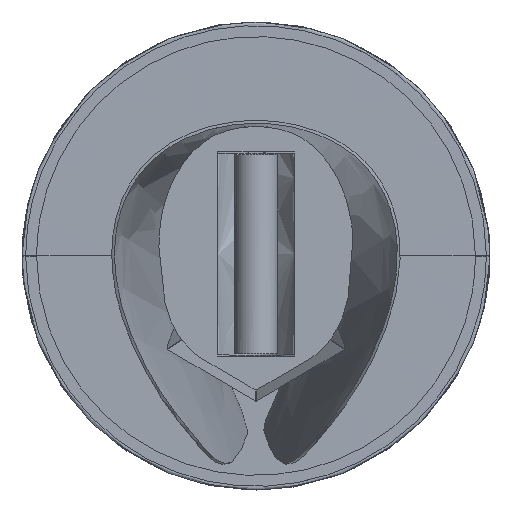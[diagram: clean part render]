
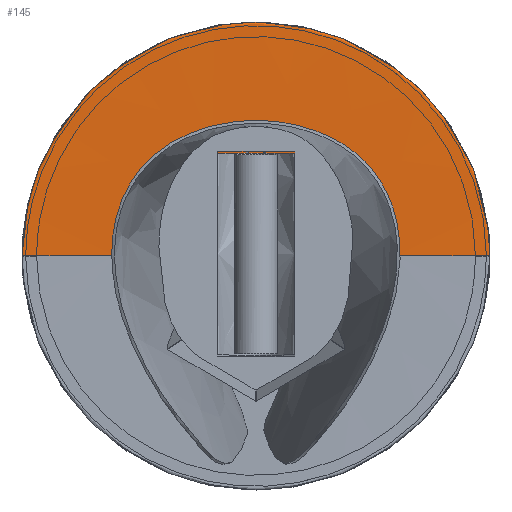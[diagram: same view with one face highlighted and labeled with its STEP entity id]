
A CAD part, top view. The second image highlights one B-rep face of the part: STEP entity #145.
In plain terms, the highlighted free-form (B-spline) face has degree [2, 2] with [5, 11] control points.
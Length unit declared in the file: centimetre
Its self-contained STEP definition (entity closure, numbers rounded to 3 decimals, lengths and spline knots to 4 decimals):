
#145=ADVANCED_FACE('',(#223),#1088,.T.);
#223=FACE_OUTER_BOUND('',#314,.T.);
#314=EDGE_LOOP('',(#535,#536,#537));
#535=ORIENTED_EDGE('',*,*,#845,.T.);
#536=ORIENTED_EDGE('',*,*,#814,.F.);
#537=ORIENTED_EDGE('',*,*,#815,.T.);
#814=EDGE_CURVE('',#992,#991,#1158,.T.);
#815=EDGE_CURVE('',#992,#1011,#1159,.T.);
#845=EDGE_CURVE('',#1011,#991,#1177,.T.);
#991=VERTEX_POINT('',#22196);
#992=VERTEX_POINT('',#22197);
#1011=VERTEX_POINT('',#22216);
#1088=(
BOUNDED_SURFACE()
B_SPLINE_SURFACE(2,2,((#21911,#21912,#21913,#21914,#21915,#21916,#21917,
#21918,#21919,#21920,#21921),(#21922,#21923,#21924,#21925,#21926,#21927,
#21928,#21929,#21930,#21931,#21932),(#21933,#21934,#21935,#21936,#21937,
#21938,#21939,#21940,#21941,#21942,#21943),(#21944,#21945,#21946,#21947,
#21948,#21949,#21950,#21951,#21952,#21953,#21954),(#21955,#21956,#21957,
#21958,#21959,#21960,#21961,#21962,#21963,#21964,#21965)),.UNSPECIFIED.,
.F.,.F.,.F.)
B_SPLINE_SURFACE_WITH_KNOTS((3,2,3),(3,2,2,2,2,3),(0.,1.5708,3.1416),
(151.45,152.65,154.692,159.092,161.1341,
177.0041),.UNSPECIFIED.)
GEOMETRIC_REPRESENTATION_ITEM()
RATIONAL_B_SPLINE_SURFACE(((1.,1.,1.,0.707,1.,1.,1.,0.707,
1.,1.,1.),(0.707,0.707,0.707,0.5,
0.707,0.707,0.707,0.5,
0.707,0.707,0.707),(1.,1.,1.,0.707,
1.,1.,1.,0.707,1.,1.,1.),(0.707,0.707,
0.707,0.5,0.707,0.707,
0.707,0.5,0.707,0.707,
0.707),(1.,1.,1.,0.707,1.,1.,1.,0.707,
1.,1.,1.)))
REPRESENTATION_ITEM('')
SURFACE()
);
#1158=(
BOUNDED_CURVE()
B_SPLINE_CURVE(2,(#21662,#21663,#21664,#21665,#21666,#21667,#21668,#21669,
#21670,#21671,#21672),.UNSPECIFIED.,.F.,.F.)
B_SPLINE_CURVE_WITH_KNOTS((3,2,2,2,2,3),(151.45,152.65,
154.692,159.092,161.1341,177.0041),.UNSPECIFIED.)
CURVE()
GEOMETRIC_REPRESENTATION_ITEM()
RATIONAL_B_SPLINE_CURVE((1.,1.,1.,0.707,1.,1.,1.,0.707,
1.,1.,1.))
REPRESENTATION_ITEM('')
);
#1159=(
BOUNDED_CURVE()
B_SPLINE_CURVE(2,(#21673,#21674,#21675,#21676,#21677),.UNSPECIFIED.,.F.,
.F.)
B_SPLINE_CURVE_WITH_KNOTS((3,2,3),(0.,1.5708,3.1416),
.UNSPECIFIED.)
CURVE()
GEOMETRIC_REPRESENTATION_ITEM()
RATIONAL_B_SPLINE_CURVE((1.,0.707,1.,0.707,1.))
REPRESENTATION_ITEM('')
);
#1177=(
BOUNDED_CURVE()
B_SPLINE_CURVE(2,(#21790,#21791,#21792,#21793,#21794,#21795,#21796,#21797,
#21798,#21799,#21800),.UNSPECIFIED.,.F.,.F.)
B_SPLINE_CURVE_WITH_KNOTS((3,2,2,2,2,3),(151.45,152.65,
154.692,159.092,161.1341,177.0041),.UNSPECIFIED.)
CURVE()
GEOMETRIC_REPRESENTATION_ITEM()
RATIONAL_B_SPLINE_CURVE((1.,1.,1.,0.707,1.,1.,1.,0.707,
1.,1.,1.))
REPRESENTATION_ITEM('')
);
#21662=CARTESIAN_POINT('',(15.75,0.,1.3277));
#21663=CARTESIAN_POINT('',(15.81,0.,1.3277));
#21664=CARTESIAN_POINT('',(15.87,0.,1.3277));
#21665=CARTESIAN_POINT('',(16.,0.,1.3277));
#21666=CARTESIAN_POINT('',(16.,0.,1.4577));
#21667=CARTESIAN_POINT('',(16.,0.,1.6777));
#21668=CARTESIAN_POINT('',(16.,0.,1.8977));
#21669=CARTESIAN_POINT('',(16.,0.,2.0277));
#21670=CARTESIAN_POINT('',(15.87,0.,2.0277));
#21671=CARTESIAN_POINT('',(7.935,0.,2.0277));
#21672=CARTESIAN_POINT('',(0.,0.,2.0277));
#21673=CARTESIAN_POINT('',(15.75,0.,1.3277));
#21674=CARTESIAN_POINT('',(15.75,15.75,1.3277));
#21675=CARTESIAN_POINT('',(0.,15.75,1.3277));
#21676=CARTESIAN_POINT('',(-15.75,15.75,1.3277));
#21677=CARTESIAN_POINT('',(-15.75,0.,1.3277));
#21790=CARTESIAN_POINT('',(-15.75,0.,1.3277));
#21791=CARTESIAN_POINT('',(-15.81,0.,1.3277));
#21792=CARTESIAN_POINT('',(-15.87,0.,1.3277));
#21793=CARTESIAN_POINT('',(-16.,0.,1.3277));
#21794=CARTESIAN_POINT('',(-16.,0.,1.4577));
#21795=CARTESIAN_POINT('',(-16.,0.,1.6777));
#21796=CARTESIAN_POINT('',(-16.,0.,1.8977));
#21797=CARTESIAN_POINT('',(-16.,0.,2.0277));
#21798=CARTESIAN_POINT('',(-15.87,0.,2.0277));
#21799=CARTESIAN_POINT('',(-7.935,0.,2.0277));
#21800=CARTESIAN_POINT('',(0.,0.,2.0277));
#21911=CARTESIAN_POINT('',(15.75,0.,1.3277));
#21912=CARTESIAN_POINT('',(15.81,0.,1.3277));
#21913=CARTESIAN_POINT('',(15.87,0.,1.3277));
#21914=CARTESIAN_POINT('',(16.,0.,1.3277));
#21915=CARTESIAN_POINT('',(16.,0.,1.4577));
#21916=CARTESIAN_POINT('',(16.,0.,1.6777));
#21917=CARTESIAN_POINT('',(16.,0.,1.8977));
#21918=CARTESIAN_POINT('',(16.,0.,2.0277));
#21919=CARTESIAN_POINT('',(15.87,0.,2.0277));
#21920=CARTESIAN_POINT('',(7.935,0.,2.0277));
#21921=CARTESIAN_POINT('',(0.,0.,2.0277));
#21922=CARTESIAN_POINT('',(15.75,15.75,1.3277));
#21923=CARTESIAN_POINT('',(15.81,15.81,1.3277));
#21924=CARTESIAN_POINT('',(15.87,15.87,1.3277));
#21925=CARTESIAN_POINT('',(16.,16.,1.3277));
#21926=CARTESIAN_POINT('',(16.,16.,1.4577));
#21927=CARTESIAN_POINT('',(16.,16.,1.6777));
#21928=CARTESIAN_POINT('',(16.,16.,1.8977));
#21929=CARTESIAN_POINT('',(16.,16.,2.0277));
#21930=CARTESIAN_POINT('',(15.87,15.87,2.0277));
#21931=CARTESIAN_POINT('',(7.935,7.935,2.0277));
#21932=CARTESIAN_POINT('',(0.,0.,2.0277));
#21933=CARTESIAN_POINT('',(0.,15.75,1.3277));
#21934=CARTESIAN_POINT('',(0.,15.81,1.3277));
#21935=CARTESIAN_POINT('',(0.,15.87,1.3277));
#21936=CARTESIAN_POINT('',(0.,16.,1.3277));
#21937=CARTESIAN_POINT('',(0.,16.,1.4577));
#21938=CARTESIAN_POINT('',(0.,16.,1.6777));
#21939=CARTESIAN_POINT('',(0.,16.,1.8977));
#21940=CARTESIAN_POINT('',(0.,16.,2.0277));
#21941=CARTESIAN_POINT('',(0.,15.87,2.0277));
#21942=CARTESIAN_POINT('',(0.,7.935,2.0277));
#21943=CARTESIAN_POINT('',(0.,0.,2.0277));
#21944=CARTESIAN_POINT('',(-15.75,15.75,1.3277));
#21945=CARTESIAN_POINT('',(-15.81,15.81,1.3277));
#21946=CARTESIAN_POINT('',(-15.87,15.87,1.3277));
#21947=CARTESIAN_POINT('',(-16.,16.,1.3277));
#21948=CARTESIAN_POINT('',(-16.,16.,1.4577));
#21949=CARTESIAN_POINT('',(-16.,16.,1.6777));
#21950=CARTESIAN_POINT('',(-16.,16.,1.8977));
#21951=CARTESIAN_POINT('',(-16.,16.,2.0277));
#21952=CARTESIAN_POINT('',(-15.87,15.87,2.0277));
#21953=CARTESIAN_POINT('',(-7.935,7.935,2.0277));
#21954=CARTESIAN_POINT('',(0.,0.,2.0277));
#21955=CARTESIAN_POINT('',(-15.75,0.,1.3277));
#21956=CARTESIAN_POINT('',(-15.81,0.,1.3277));
#21957=CARTESIAN_POINT('',(-15.87,0.,1.3277));
#21958=CARTESIAN_POINT('',(-16.,0.,1.3277));
#21959=CARTESIAN_POINT('',(-16.,0.,1.4577));
#21960=CARTESIAN_POINT('',(-16.,0.,1.6777));
#21961=CARTESIAN_POINT('',(-16.,0.,1.8977));
#21962=CARTESIAN_POINT('',(-16.,0.,2.0277));
#21963=CARTESIAN_POINT('',(-15.87,0.,2.0277));
#21964=CARTESIAN_POINT('',(-7.935,0.,2.0277));
#21965=CARTESIAN_POINT('',(0.,0.,2.0277));
#22196=CARTESIAN_POINT('',(0.,0.,2.0277));
#22197=CARTESIAN_POINT('',(15.75,0.,1.3277));
#22216=CARTESIAN_POINT('',(-15.75,0.,1.3277));
